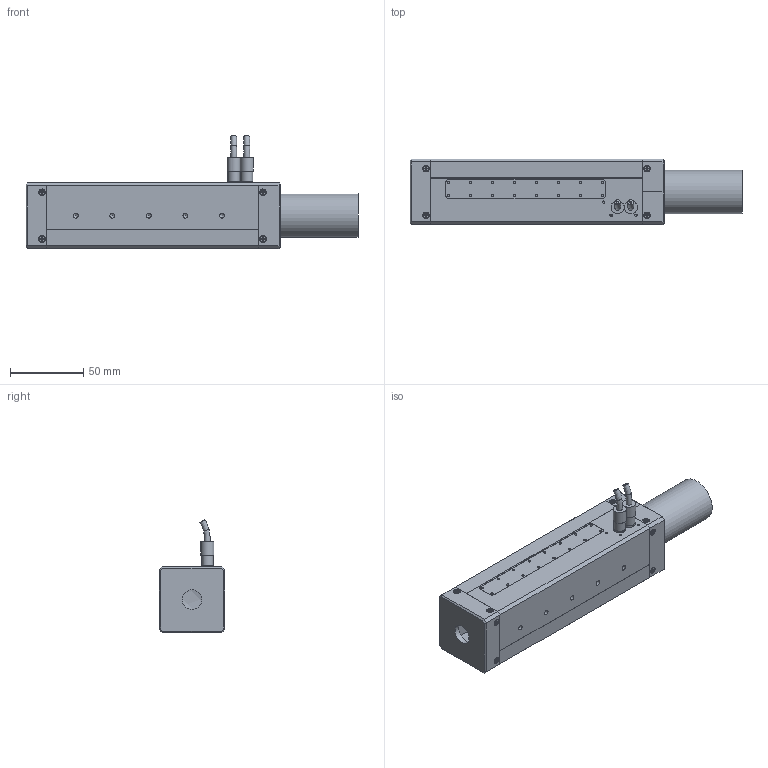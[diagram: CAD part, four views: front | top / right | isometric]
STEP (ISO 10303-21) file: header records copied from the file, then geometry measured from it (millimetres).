
FILE_DESCRIPTION(/* description */ (''),/* implementation_level */ '2;1');
FILE_NAME(/* name */ 'MEX18-ACHv2.2.step',/* time_stamp */ '2021-07-19T14:55:29+03:00',/* author */ (''),/* organization */ (''),/* preprocessor_version */ 'ST-DEVELOPER v18.1',/* originating_system */ 'Autodesk Translation Framework v10.9.0.1377',/* authorisation */ '');
FILE_SCHEMA (('AUTOMOTIVE_DESIGN { 1 0 10303 214 3 1 1 }'));
Length unit declared in the file: millimetre
Products named in the file (24): MEX18-ACHv2.2; MEX18-01-01; BDS-006-00 v1; Component4; Component5; Component6; MEX18-04-00; MEX18-04-00_1; Component3; MEX-09-00; Front cover; Binder jsnap in; MEX13v2.2 assembly_Binder jsnap in v1; MEX18-02/03 main cover; MEX18-02-00; MEX18-03-00; M2x5 Counter; Binder Connector/Cable; MEX110_HT1X; MEX110_HT1X_1; NONE (3); MEX110-06-00; Component1; SM1RR-Step
Assembly tree (40 placements, depth 5):
  MEX18-ACHv2.2
    MEX18-01-01
      BDS-006-00 v1
        Component4
          Component5
          Component6
    MEX18-04-00
      Component3
    MEX18-04-00_1
      Component3
    MEX-09-00
      Front cover
    Binder jsnap in
    MEX13v2.2 assembly_Binder jsnap in v1
    MEX18-02/03 main cover
      MEX18-02-00
      MEX18-03-00
    M2x5 Counter  x16
    Binder Connector/Cable  x2
    MEX110_HT1X
      MEX110_HT1X_1
        NONE (3)
    MEX110-06-00
      Component1
    SM1RR-Step
Bounding box: 227 x 45 x 77.33 mm (x, y, z)
Volume: 115790.7 mm3; surface area: 95546.1 mm2
Topology: 29 solids, 32 shells, 1307 faces, 3614 edges, 2389 vertices
Faces by surface type: plane 538, cylinder 492, cone 224, bspline 36, sphere 9, torus 8
Full cylindrical faces by diameter (mm): 0.78 x7, 0.9 x3, 1.1 x3, 1.2 x4, 1.459 x128, 1.567 x1, 1.623 x28, 2 x144, 2.2 x3, 2.5 x14, 2.529 x4, 3.332 x5, 3.8 x4, 5.461 x2, 6.35 x2, 7.8 x2, 8 x2, 8.5 x2, 9 x2, 13.505 x1, 15 x1, 22.911 x1, 24 x1, 25.4 x2, 26.289 x1, 26.38 x1, 27 x1, 30 x1, 31 x1, 36 x1
Entity records: 19415 total; most frequent: CARTESIAN_POINT 5493, DIRECTION 2792, ORIENTED_EDGE 2662, EDGE_CURVE 1331, AXIS2_PLACEMENT_3D 1023, VERTEX_POINT 888, LINE 746, VECTOR 746
